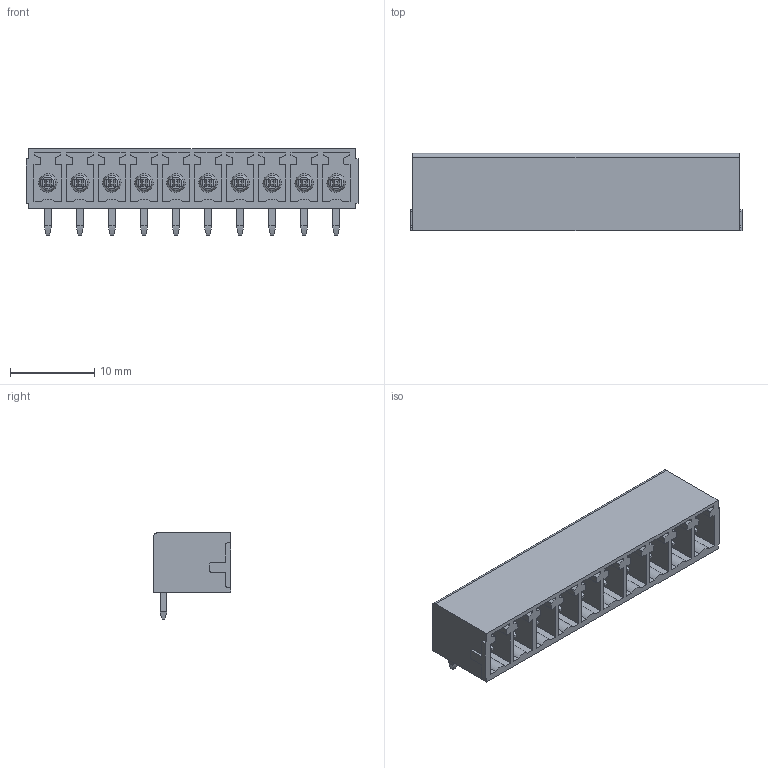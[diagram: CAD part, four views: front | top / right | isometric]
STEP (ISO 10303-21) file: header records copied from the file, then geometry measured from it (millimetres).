
FILE_DESCRIPTION(('CATIA V5 STEP Exchange','CAx-IF Rec.Pracs.--- Model Styling and Organization---1.2---2011-12-15'),'2;1');
FILE_NAME ('D1456253_0_1793190000_1793190000.stp','2018-09-29T03:51:12+00:00',('none'),('Weidmueller'),'CATIA Version 5-6 Release 2014','CATIA V5 STEP AP214','none');
FILE_SCHEMA(('AUTOMOTIVE_DESIGN { 1 0 10303 214 1 1 1 1 }'));
Length unit declared in the file: millimetre
Products named in the file (1): 1793190000
Bounding box: 39.49 x 9.2 x 10.25 mm (x, y, z)
Volume: 1132 mm3; surface area: 3693.4 mm2
Topology: 11 solids, 11 shells, 805 faces, 2308 edges, 1555 vertices
Faces by surface type: plane 576, cylinder 189, cone 20, torus 20
Entity records: 24352 total; most frequent: CARTESIAN_POINT 4748, ORIENTED_EDGE 4616, DIRECTION 3118, EDGE_CURVE 2308, VECTOR 1810, LINE 1810, VERTEX_POINT 1555, AXIS2_PLACEMENT_3D 859
